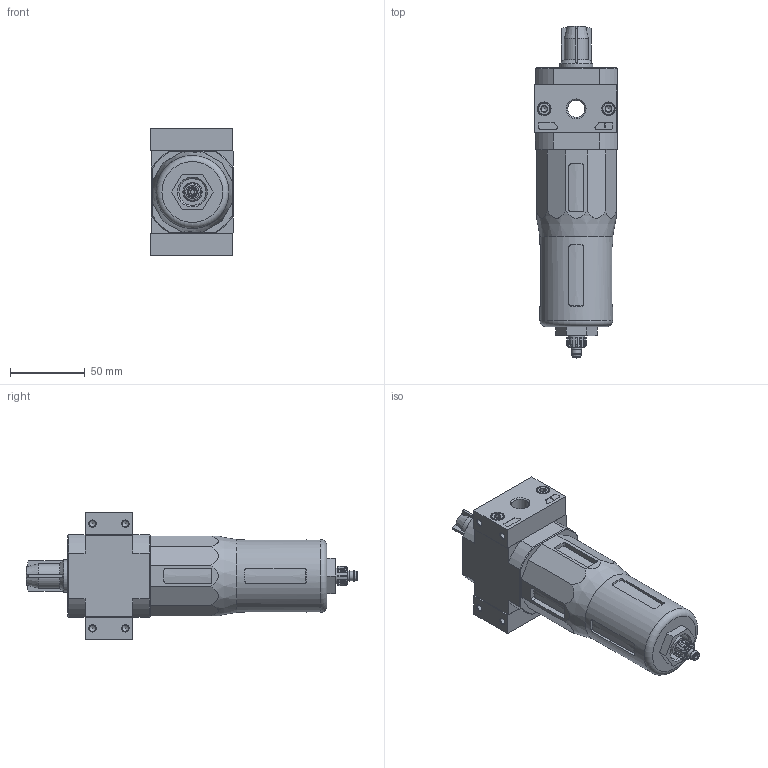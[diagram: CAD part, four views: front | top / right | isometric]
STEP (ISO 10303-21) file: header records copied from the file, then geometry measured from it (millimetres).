
FILE_DESCRIPTION(/* description */ ('STEP AP214'),/* implementation_level */ '2;1');
FILE_NAME(/* name */ '532846_LFMA-1_4-D-MIDI-DA',/* time_stamp */ '2024-09-03T14:44:54+02:00',/* author */ ('License CC BY-ND 4.0'),/* organization */ ('CADENAS'),/* preprocessor_version */ 'ST-DEVELOPER v19.3',/* originating_system */ 'PARTsolutions',/* authorisation */ ' ');
FILE_SCHEMA (('AUTOMOTIVE_DESIGN {1 0 10303 214 3 1 1}'));
Length unit declared in the file: millimetre
Products named in the file (7): 532846 LFMA-1/4-D-MIDI-DA; 670977 LFMA-D-MIDI-DA; 680242 PBL-1/4-D-MIDI-R---(0) p1; DIN-912 - M5x18(F); 369989 LF-D-MIDI; 680241 PBL-1/4-D-MIDI-L---(1) p1; 648415 LF
Assembly tree (10 placements, depth 2):
  532846 LFMA-1/4-D-MIDI-DA
    670977 LFMA-D-MIDI-DA
    680242 PBL-1/4-D-MIDI-R---(0) p1
    DIN-912 - M5x18(F)  x4
    369989 LF-D-MIDI  x2
    680241 PBL-1/4-D-MIDI-L---(1) p1
    648415 LF
Bounding box: 55.5 x 222.2 x 85 mm (x, y, z)
Volume: 439504.9 mm3; surface area: 67370.6 mm2
Topology: 10 solids, 10 shells, 499 faces, 1184 edges, 745 vertices
Faces by surface type: plane 257, cylinder 124, cone 104, torus 13, sphere 1
Full cylindrical faces by diameter (mm): 3 x1, 4.134 x8, 5 x4, 5.6 x1, 6.4 x1, 6.8 x1, 7.1 x1, 7.3 x4, 7.5 x2, 8.5 x4, 9 x1, 11.2 x1, 11.445 x2, 12.6 x1, 16 x1, 16.4 x1, 18 x1, 22 x1, 22.2 x1, 24.9 x1, 26.4 x1, 29.7 x1, 30.8 x1, 48.7 x1, 52 x1
Entity records: 13163 total; most frequent: CARTESIAN_POINT 2543, DIRECTION 1875, ORIENTED_EDGE 1796, EDGE_CURVE 898, AXIS2_PLACEMENT_3D 724, VERTEX_POINT 630, FACE_BOUND 540, EDGE_LOOP 533
